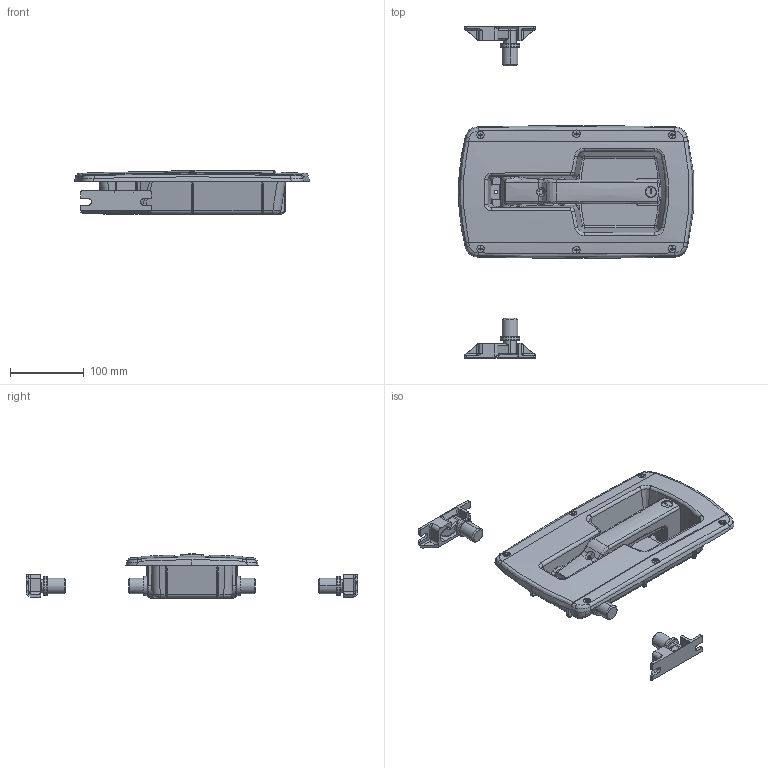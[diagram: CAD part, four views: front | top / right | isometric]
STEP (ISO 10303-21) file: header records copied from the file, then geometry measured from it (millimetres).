
FILE_DESCRIPTION (( 'STEP AP203' ), '1' );
FILE_NAME ('FA-815N-2-A.STEP', '2020-05-22T02:16:24', ( '' ), ( '' ), 'SwSTEP 2.0', 'SolidWorks 2018', '' );
FILE_SCHEMA (( 'CONFIG_CONTROL_DESIGN' ));
Length unit declared in the file: millimetre
Products named in the file (18): FA-1815-S-1_-2僼僢僋__FA-1815-S-1-R; FA-815N-2-A_ストッパー_; FA-1815-S-1_-2僉乕僷乕__R; FA-1815-S-1_-2僼僢僋__FA-1815-S-1-L; FA-815N-2-A_ハンドル_; T0230儘乕僞乕_岞奐梡_T儘乕僞乕; FA-815N-2-A_トリガー_; FA-815N-2-A; FA-815N-2-A_十字穴付皿小ねじ_内径基準ver1.02__M5x7十字穴付皿小ねじ(SUS); FA-1815-S-1乣2__FA-1815-S-1_; FA-815N-2-A_僕儑僀儞僩A_; FA-815N-2-A_ボディ_; FA-815N-2-A_カバー_; FA-815N-2-A_ラッチラチェットシャフト_; FA-815N-2-A_底板_; FA-815N-2-A_僴儞僪儖Assy_; FA-815N-2-A_十字穴付皿小ねじ_内径基準ver1.02__M3x10十字穴付皿小ねじ(SUS); FA-1815-S-1_-2僉乕僷乕__L
Assembly tree (27 placements, depth 3):
  FA-815N-2-A
    FA-815N-2-A_ボディ_
    FA-815N-2-A_僴儞僪儖Assy_
      FA-815N-2-A_ハンドル_
      FA-815N-2-A_トリガー_
      FA-815N-2-A_底板_
      T0230儘乕僞乕_岞奐梡_T儘乕僞乕
      FA-815N-2-A_ストッパー_
      FA-815N-2-A_ラッチラチェットシャフト_  x2
      FA-815N-2-A_十字穴付皿小ねじ_内径基準ver1.02__M3x10十字穴付皿小ねじ(SUS)  x4
    FA-815N-2-A_僕儑僀儞僩A_  x2
    FA-815N-2-A_カバー_
    FA-815N-2-A_十字穴付皿小ねじ_内径基準ver1.02__M5x7十字穴付皿小ねじ(SUS)  x6
    FA-1815-S-1乣2__FA-1815-S-1_
      FA-1815-S-1_-2僉乕僷乕__L
      FA-1815-S-1_-2僼僢僋__FA-1815-S-1-L
      FA-1815-S-1_-2僉乕僷乕__R
      FA-1815-S-1_-2僼僢僋__FA-1815-S-1-R
Bounding box: 318.93 x 450 x 60.04 mm (x, y, z)
Volume: 652498.6 mm3; surface area: 432117.6 mm2
Topology: 25 solids, 25 shells, 1549 faces, 3928 edges, 2456 vertices
Faces by surface type: plane 597, cylinder 529, bspline 193, cone 118, torus 102, sphere 10
Entity records: 69979 total; most frequent: CARTESIAN_POINT 39470, ORIENTED_EDGE 6224, DIRECTION 5644, EDGE_CURVE 3112, AXIS2_PLACEMENT_3D 2155, VERTEX_POINT 1938, EDGE_LOOP 1344, LINE 1334
